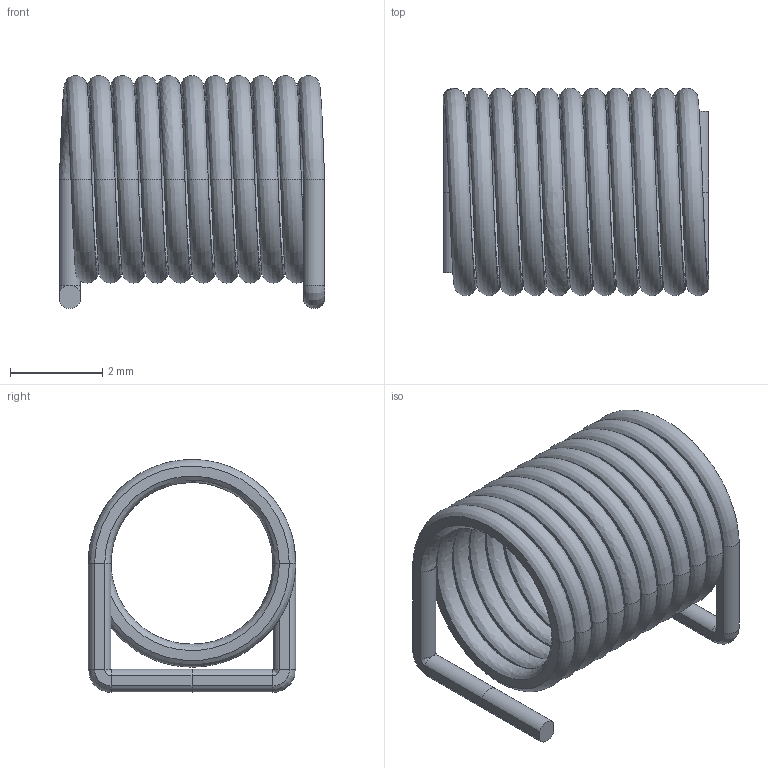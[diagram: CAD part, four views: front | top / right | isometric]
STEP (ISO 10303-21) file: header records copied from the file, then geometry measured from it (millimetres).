
FILE_DESCRIPTION(('FreeCAD Model'),'2;1');
FILE_NAME('Open CASCADE Shape Model','2022-07-07T10:56:00',( 'kicad StepUp'),('ksu MCAD'),'Open CASCADE STEP processor 7.5', 'FreeCAD','Unknown');
FILE_SCHEMA(('AUTOMOTIVE_DESIGN { 1 0 10303 214 1 1 1 1 }'));
Length unit declared in the file: millimetre
Products named in the file (1): 2222SQ-90N
Bounding box: 5.75 x 4.5 x 5.05 mm (x, y, z)
Volume: 27.3 mm3; surface area: 225.8 mm2
Topology: 3 solids, 3 shells, 82 faces, 164 edges, 88 vertices
Faces by surface type: bspline 44, plane 22, cylinder 12, revolution 4
Entity records: 8477 total; most frequent: CARTESIAN_POINT 7139, ORIENTED_EDGE 328, DIRECTION 178, EDGE_CURVE 164, VERTEX_POINT 88, ADVANCED_FACE 82, FACE_BOUND 82, EDGE_LOOP 82
